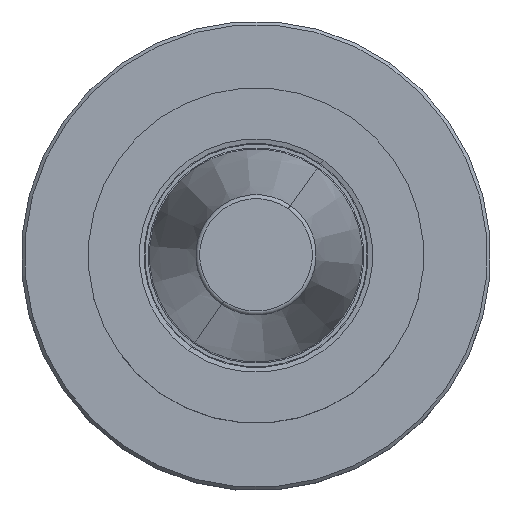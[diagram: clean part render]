
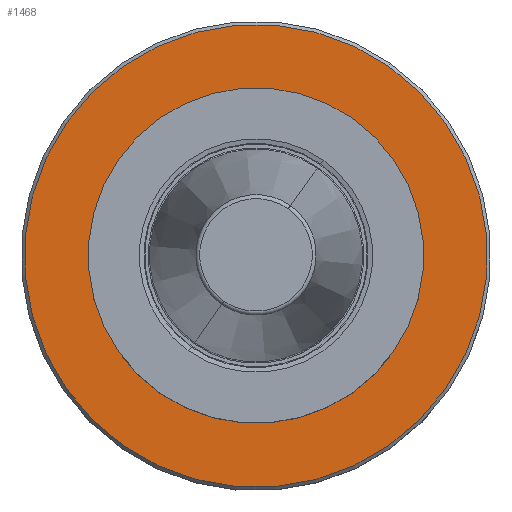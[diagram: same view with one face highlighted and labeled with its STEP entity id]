
A CAD part, top view. The second image highlights one B-rep face of the part: STEP entity #1468.
In plain terms, the highlighted planar face has unit normal (0, 0, 1).
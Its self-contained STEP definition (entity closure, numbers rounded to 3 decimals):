
#331=CARTESIAN_POINT('',(0.,0.,-35.15));
#332=DIRECTION('',(0.,0.,1.));
#333=DIRECTION('',(0.574,0.819,0.));
#334=AXIS2_PLACEMENT_3D('',#331,#332,#333);
#339=CARTESIAN_POINT('',(0.,0.,-35.15));
#340=DIRECTION('',(0.,0.,-1.));
#341=DIRECTION('',(0.574,0.819,0.));
#342=AXIS2_PLACEMENT_3D('',#339,#340,#341);
#347=CARTESIAN_POINT('',(0.,0.,-35.15));
#348=DIRECTION('',(0.,0.,-1.));
#349=DIRECTION('',(0.574,0.819,0.));
#350=AXIS2_PLACEMENT_3D('',#347,#348,#349);
#371=CARTESIAN_POINT('',(0.,0.,-35.15));
#372=DIRECTION('',(0.,0.,1.));
#373=DIRECTION('',(0.574,0.819,0.));
#374=AXIS2_PLACEMENT_3D('',#371,#372,#373);
#1049=CARTESIAN_POINT('',(19.788,28.261,-35.15));
#1050=VERTEX_POINT('',#1049);
#1051=CARTESIAN_POINT('',(13.049,18.636,-35.15));
#1053=VERTEX_POINT('',#1051);
#1121=CARTESIAN_POINT('',(-19.788,-28.261,-35.15));
#1122=VERTEX_POINT('',#1121);
#1123=CARTESIAN_POINT('',(-13.049,-18.636,-35.15));
#1125=VERTEX_POINT('',#1123);
#1453=CARTESIAN_POINT('',(0.,0.,-35.15));
#1454=DIRECTION('',(0.,0.,-1.));
#1455=DIRECTION('',(-0.574,-0.819,0.));
#1456=AXIS2_PLACEMENT_3D('',#1453,#1454,#1455);
#1457=PLANE('',#1456);
#1458=ORIENTED_EDGE('',*,*,#1446,.F.);
#1459=ORIENTED_EDGE('',*,*,#1435,.T.);
#1460=EDGE_LOOP('',(#1458,#1459));
#1461=FACE_OUTER_BOUND('',#1460,.F.);
#1463=ORIENTED_EDGE('',*,*,#1462,.F.);
#1465=ORIENTED_EDGE('',*,*,#1464,.T.);
#1466=EDGE_LOOP('',(#1463,#1465));
#1467=FACE_BOUND('',#1466,.F.);
#335=CIRCLE('',#334,34.5);
#343=CIRCLE('',#342,34.5);
#351=CIRCLE('',#350,22.75);
#375=CIRCLE('',#374,22.75);
#1435=EDGE_CURVE('',#1050,#1122,#343,.T.);
#1446=EDGE_CURVE('',#1050,#1122,#335,.T.);
#1462=EDGE_CURVE('',#1053,#1125,#351,.T.);
#1464=EDGE_CURVE('',#1053,#1125,#375,.T.);
#1468=ADVANCED_FACE('',(#1461,#1467),#1457,.F.);
